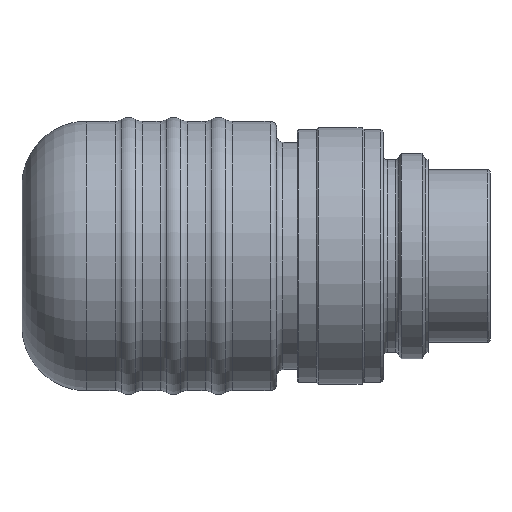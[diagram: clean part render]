
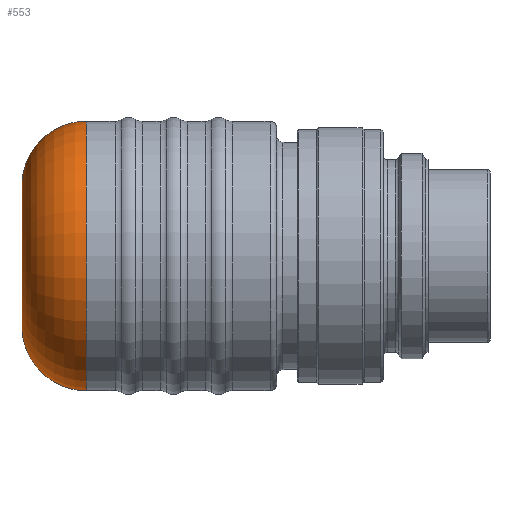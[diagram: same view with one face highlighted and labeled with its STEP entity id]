
A CAD part, top view. The second image highlights one B-rep face of the part: STEP entity #553.
In plain terms, the highlighted toroidal (fillet/blend) face has major radius 5.5 mm and minor radius 5 mm.
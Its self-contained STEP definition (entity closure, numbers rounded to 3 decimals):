
#173=FACE_OUTER_BOUND('',#966,.T.);
#419=TOROIDAL_SURFACE('',#2613,5.5,5.);
#553=ADVANCED_FACE('',(#173),#419,.T.);
#966=EDGE_LOOP('',(#1367,#1368,#1369,#1370));
#1367=ORIENTED_EDGE('',*,*,#2100,.T.);
#1368=ORIENTED_EDGE('',*,*,#2094,.F.);
#1369=ORIENTED_EDGE('',*,*,#2101,.F.);
#1370=ORIENTED_EDGE('',*,*,#2055,.F.);
#1814=VERTEX_POINT('',#3937);
#1817=VERTEX_POINT('',#3948);
#1860=VERTEX_POINT('',#4228);
#1861=VERTEX_POINT('',#4230);
#2055=EDGE_CURVE('',#1814,#1817,#2309,.T.);
#2094=EDGE_CURVE('',#1860,#1861,#2326,.T.);
#2100=EDGE_CURVE('',#1814,#1861,#2332,.T.);
#2101=EDGE_CURVE('',#1817,#1860,#2333,.T.);
#2309=CIRCLE('',#2575,10.5);
#2326=CIRCLE('',#2601,5.5);
#2332=CIRCLE('',#2610,5.);
#2333=CIRCLE('',#2612,5.);
#2575=AXIS2_PLACEMENT_3D('',#3982,#3146,#3147);
#2601=AXIS2_PLACEMENT_3D('',#4229,#3210,#3211);
#2610=AXIS2_PLACEMENT_3D('',#4241,#3228,#3229);
#2612=AXIS2_PLACEMENT_3D('',#4243,#3232,#3233);
#2613=AXIS2_PLACEMENT_3D('',#4244,#3234,#3235);
#3146=DIRECTION('',(1.,0.,0.));
#3147=DIRECTION('',(0.,-1.,0.));
#3210=DIRECTION('',(-1.,0.,0.));
#3211=DIRECTION('',(0.,-1.,0.));
#3228=DIRECTION('',(0.,0.122,0.993));
#3229=DIRECTION('',(0.,0.993,-0.122));
#3232=DIRECTION('',(0.,0.122,-0.993));
#3233=DIRECTION('',(0.,-0.993,-0.122));
#3234=DIRECTION('',(1.,0.,0.));
#3235=DIRECTION('',(0.,-1.,0.));
#3937=CARTESIAN_POINT('',(-5.5,10.422,-1.278));
#3948=CARTESIAN_POINT('',(-5.5,-10.422,-1.278));
#3982=CARTESIAN_POINT('',(-5.5,0.,0.));
#4228=CARTESIAN_POINT('',(-10.5,-5.459,-0.67));
#4229=CARTESIAN_POINT('',(-10.5,0.,0.));
#4230=CARTESIAN_POINT('',(-10.5,5.459,-0.67));
#4241=CARTESIAN_POINT('',(-5.5,5.459,-0.67));
#4243=CARTESIAN_POINT('',(-5.5,-5.459,-0.67));
#4244=CARTESIAN_POINT('',(-5.5,0.,0.));
